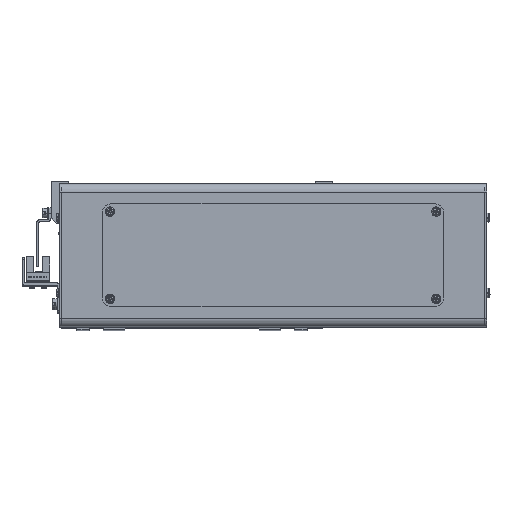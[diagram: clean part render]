
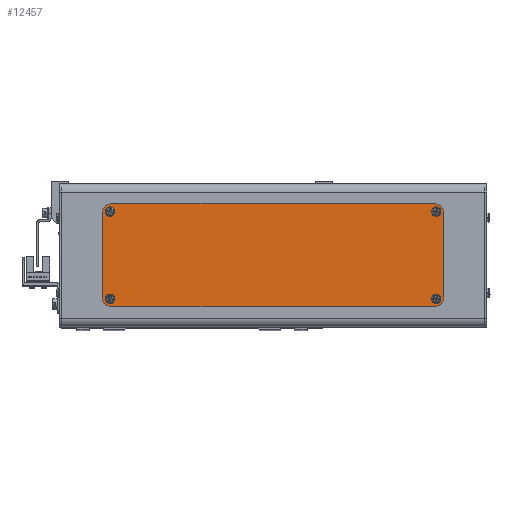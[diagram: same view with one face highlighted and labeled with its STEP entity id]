
A CAD part, top view. The second image highlights one B-rep face of the part: STEP entity #12457.
In plain terms, the highlighted planar face has unit normal (0, 0, 1).
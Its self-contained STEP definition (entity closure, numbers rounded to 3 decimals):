
#69 = CARTESIAN_POINT ( 'NONE',  ( 95., -25., 2. ) ) ;
#407 = DIRECTION ( 'NONE',  ( 0., 0., 1. ) ) ;
#633 = CIRCLE ( 'NONE', #67919, 1.7 ) ;
#698 = EDGE_LOOP ( 'NONE', ( #28021, #15540 ) ) ;
#1060 = CARTESIAN_POINT ( 'NONE',  ( -95., 30., 2. ) ) ;
#1425 = ORIENTED_EDGE ( 'NONE', *, *, #58059, .F. ) ;
#1683 = CARTESIAN_POINT ( 'NONE',  ( 100., -25., 2. ) ) ;
#2324 = CARTESIAN_POINT ( 'NONE',  ( -95., 30., 2. ) ) ;
#4091 = CARTESIAN_POINT ( 'NONE',  ( 100., 25., 2. ) ) ;
#4974 = DIRECTION ( 'NONE',  ( 1., 0., 0. ) ) ;
#5333 = DIRECTION ( 'NONE',  ( 1., 0., 0. ) ) ;
#5628 = DIRECTION ( 'NONE',  ( 1., 0., 0. ) ) ;
#5933 = VERTEX_POINT ( 'NONE', #14805 ) ;
#6067 = AXIS2_PLACEMENT_3D ( 'NONE', #33647, #407, #39222 ) ;
#6519 = EDGE_LOOP ( 'NONE', ( #57375, #71680 ) ) ;
#6967 = CIRCLE ( 'NONE', #62278, 1.7 ) ;
#7489 = ORIENTED_EDGE ( 'NONE', *, *, #49831, .F. ) ;
#7600 = EDGE_CURVE ( 'NONE', #43132, #48020, #42533, .T. ) ;
#7727 = EDGE_CURVE ( 'NONE', #41930, #38660, #50313, .T. ) ;
#8194 = VECTOR ( 'NONE', #50142, 1000. ) ;
#8417 = EDGE_CURVE ( 'NONE', #27935, #29699, #65895, .T. ) ;
#9413 = DIRECTION ( 'NONE',  ( 1., 0., 0. ) ) ;
#11335 = CARTESIAN_POINT ( 'NONE',  ( 95., -30., 2. ) ) ;
#11385 = LINE ( 'NONE', #4091, #52196 ) ;
#11967 = CIRCLE ( 'NONE', #6067, 1.7 ) ;
#12457 = ADVANCED_FACE ( 'NONE', ( #55861, #70613, #42813, #41092, #26336 ), #31494, .T. ) ;
#12491 = CARTESIAN_POINT ( 'NONE',  ( -95.5, -25.5, 2. ) ) ;
#12921 = EDGE_CURVE ( 'NONE', #48020, #42927, #52313, .T. ) ;
#13090 = CARTESIAN_POINT ( 'NONE',  ( 97.2, -25.5, 2. ) ) ;
#13474 = ORIENTED_EDGE ( 'NONE', *, *, #54764, .T. ) ;
#14095 = VERTEX_POINT ( 'NONE', #62068 ) ;
#14655 = CARTESIAN_POINT ( 'NONE',  ( 93.8, 25.5, 2. ) ) ;
#14805 = CARTESIAN_POINT ( 'NONE',  ( -100., 25., 2. ) ) ;
#15489 = ORIENTED_EDGE ( 'NONE', *, *, #17991, .T. ) ;
#15540 = ORIENTED_EDGE ( 'NONE', *, *, #51019, .F. ) ;
#16917 = AXIS2_PLACEMENT_3D ( 'NONE', #56149, #22926, #61715 ) ;
#17015 = VERTEX_POINT ( 'NONE', #40586 ) ;
#17991 = EDGE_CURVE ( 'NONE', #17015, #27935, #22956, .T. ) ;
#18064 = DIRECTION ( 'NONE',  ( 1., 0., 0. ) ) ;
#18194 = AXIS2_PLACEMENT_3D ( 'NONE', #20875, #59634, #26420 ) ;
#18215 = EDGE_LOOP ( 'NONE', ( #7489, #50162 ) ) ;
#19658 = AXIS2_PLACEMENT_3D ( 'NONE', #62970, #29743, #68556 ) ;
#20614 = CIRCLE ( 'NONE', #18194, 1.7 ) ;
#20875 = CARTESIAN_POINT ( 'NONE',  ( 95.5, 25.5, 2. ) ) ;
#21589 = CIRCLE ( 'NONE', #26043, 1.7 ) ;
#22613 = AXIS2_PLACEMENT_3D ( 'NONE', #53573, #42647, #9413 ) ;
#22926 = DIRECTION ( 'NONE',  ( 0., 0., 1. ) ) ;
#22956 = LINE ( 'NONE', #11335, #8194 ) ;
#23678 = CARTESIAN_POINT ( 'NONE',  ( -97.2, -25.5, 2. ) ) ;
#23693 = CARTESIAN_POINT ( 'NONE',  ( 95., 30., 2. ) ) ;
#24107 = DIRECTION ( 'NONE',  ( 0., 0., 1. ) ) ;
#24189 = DIRECTION ( 'NONE',  ( 0., -1., 0. ) ) ;
#26043 = AXIS2_PLACEMENT_3D ( 'NONE', #57332, #24107, #62907 ) ;
#26336 = FACE_BOUND ( 'NONE', #18215, .T. ) ;
#26363 = VECTOR ( 'NONE', #24189, 1000. ) ;
#26420 = DIRECTION ( 'NONE',  ( 1., 0., 0. ) ) ;
#27935 = VERTEX_POINT ( 'NONE', #48634 ) ;
#28021 = ORIENTED_EDGE ( 'NONE', *, *, #33151, .F. ) ;
#29699 = VERTEX_POINT ( 'NONE', #1683 ) ;
#29743 = DIRECTION ( 'NONE',  ( 0., 0., 1. ) ) ;
#29988 = DIRECTION ( 'NONE',  ( 0., 0., 1. ) ) ;
#30245 = VERTEX_POINT ( 'NONE', #23678 ) ;
#31494 = PLANE ( 'NONE',  #22613 ) ;
#31874 = DIRECTION ( 'NONE',  ( 0., 0., 1. ) ) ;
#32389 = EDGE_CURVE ( 'NONE', #67284, #59501, #21589, .T. ) ;
#32758 = CARTESIAN_POINT ( 'NONE',  ( 100., 25., 2. ) ) ;
#32879 = CARTESIAN_POINT ( 'NONE',  ( 95.5, -25.5, 2. ) ) ;
#33151 = EDGE_CURVE ( 'NONE', #36058, #14095, #20614, .T. ) ;
#33647 = CARTESIAN_POINT ( 'NONE',  ( -95.5, -25.5, 2. ) ) ;
#36058 = VERTEX_POINT ( 'NONE', #14655 ) ;
#37544 = VECTOR ( 'NONE', #41130, 1000. ) ;
#38216 = CIRCLE ( 'NONE', #46767, 5. ) ;
#38219 = DIRECTION ( 'NONE',  ( 0., 0., 1. ) ) ;
#38447 = DIRECTION ( 'NONE',  ( 1., 0., 0. ) ) ;
#38554 = DIRECTION ( 'NONE',  ( 0., 0., 1. ) ) ;
#38660 = VERTEX_POINT ( 'NONE', #61473 ) ;
#38867 = DIRECTION ( 'NONE',  ( 0., 0., 1. ) ) ;
#38936 = EDGE_LOOP ( 'NONE', ( #1425, #66604 ) ) ;
#39222 = DIRECTION ( 'NONE',  ( 1., 0., 0. ) ) ;
#39318 = ORIENTED_EDGE ( 'NONE', *, *, #8417, .T. ) ;
#40061 = ORIENTED_EDGE ( 'NONE', *, *, #43924, .T. ) ;
#40444 = CARTESIAN_POINT ( 'NONE',  ( -93.8, 25.5, 2. ) ) ;
#40586 = CARTESIAN_POINT ( 'NONE',  ( -95., -30., 2. ) ) ;
#41075 = ORIENTED_EDGE ( 'NONE', *, *, #7600, .T. ) ;
#41092 = FACE_BOUND ( 'NONE', #6519, .T. ) ;
#41130 = DIRECTION ( 'NONE',  ( -1., 0., 0. ) ) ;
#41413 = CIRCLE ( 'NONE', #44713, 1.7 ) ;
#41930 = VERTEX_POINT ( 'NONE', #13090 ) ;
#42533 = CIRCLE ( 'NONE', #44339, 5. ) ;
#42647 = DIRECTION ( 'NONE',  ( 0., 0., 1. ) ) ;
#42813 = FACE_OUTER_BOUND ( 'NONE', #51699, .T. ) ;
#42927 = VERTEX_POINT ( 'NONE', #1060 ) ;
#43132 = VERTEX_POINT ( 'NONE', #32758 ) ;
#43924 = EDGE_CURVE ( 'NONE', #5933, #67392, #55885, .T. ) ;
#44339 = AXIS2_PLACEMENT_3D ( 'NONE', #71463, #38219, #4974 ) ;
#44713 = AXIS2_PLACEMENT_3D ( 'NONE', #32879, #71696, #38447 ) ;
#45197 = CIRCLE ( 'NONE', #19658, 5. ) ;
#45719 = ORIENTED_EDGE ( 'NONE', *, *, #12921, .T. ) ;
#46141 = EDGE_CURVE ( 'NONE', #67392, #17015, #38216, .T. ) ;
#46468 = CARTESIAN_POINT ( 'NONE',  ( -100., -25., 2. ) ) ;
#46767 = AXIS2_PLACEMENT_3D ( 'NONE', #63228, #29988, #68808 ) ;
#48020 = VERTEX_POINT ( 'NONE', #23693 ) ;
#48457 = DIRECTION ( 'NONE',  ( 0., 1., 0. ) ) ;
#48634 = CARTESIAN_POINT ( 'NONE',  ( 95., -30., 2. ) ) ;
#49831 = EDGE_CURVE ( 'NONE', #30245, #52638, #11967, .T. ) ;
#50142 = DIRECTION ( 'NONE',  ( 1., 0., 0. ) ) ;
#50162 = ORIENTED_EDGE ( 'NONE', *, *, #55542, .F. ) ;
#50223 = EDGE_CURVE ( 'NONE', #59501, #67284, #633, .T. ) ;
#50313 = CIRCLE ( 'NONE', #16917, 1.7 ) ;
#51019 = EDGE_CURVE ( 'NONE', #14095, #36058, #53441, .T. ) ;
#51302 = DIRECTION ( 'NONE',  ( 0., 0., 1. ) ) ;
#51699 = EDGE_LOOP ( 'NONE', ( #53138, #15489, #39318, #13474, #41075, #45719, #54403, #40061 ) ) ;
#51732 = CARTESIAN_POINT ( 'NONE',  ( -93.8, -25.5, 2. ) ) ;
#52196 = VECTOR ( 'NONE', #48457, 1000. ) ;
#52313 = LINE ( 'NONE', #2324, #37544 ) ;
#52638 = VERTEX_POINT ( 'NONE', #51732 ) ;
#53138 = ORIENTED_EDGE ( 'NONE', *, *, #46141, .T. ) ;
#53441 = CIRCLE ( 'NONE', #67477, 1.7 ) ;
#53573 = CARTESIAN_POINT ( 'NONE',  ( -95., -25., 2. ) ) ;
#54403 = ORIENTED_EDGE ( 'NONE', *, *, #67954, .T. ) ;
#54764 = EDGE_CURVE ( 'NONE', #29699, #43132, #11385, .T. ) ;
#55542 = EDGE_CURVE ( 'NONE', #52638, #30245, #6967, .T. ) ;
#55861 = FACE_BOUND ( 'NONE', #38936, .T. ) ;
#55885 = LINE ( 'NONE', #46468, #26363 ) ;
#56149 = CARTESIAN_POINT ( 'NONE',  ( 95.5, -25.5, 2. ) ) ;
#57332 = CARTESIAN_POINT ( 'NONE',  ( -95.5, 25.5, 2. ) ) ;
#57375 = ORIENTED_EDGE ( 'NONE', *, *, #32389, .F. ) ;
#57478 = CARTESIAN_POINT ( 'NONE',  ( -97.2, 25.5, 2. ) ) ;
#58059 = EDGE_CURVE ( 'NONE', #38660, #41930, #41413, .T. ) ;
#58419 = CARTESIAN_POINT ( 'NONE',  ( -100., -25., 2. ) ) ;
#58796 = AXIS2_PLACEMENT_3D ( 'NONE', #69, #38867, #5628 ) ;
#59501 = VERTEX_POINT ( 'NONE', #40444 ) ;
#59634 = DIRECTION ( 'NONE',  ( 0., 0., 1. ) ) ;
#61473 = CARTESIAN_POINT ( 'NONE',  ( 93.8, -25.5, 2. ) ) ;
#61715 = DIRECTION ( 'NONE',  ( 1., 0., 0. ) ) ;
#62068 = CARTESIAN_POINT ( 'NONE',  ( 97.2, 25.5, 2. ) ) ;
#62278 = AXIS2_PLACEMENT_3D ( 'NONE', #12491, #51302, #18064 ) ;
#62907 = DIRECTION ( 'NONE',  ( 1., 0., 0. ) ) ;
#62970 = CARTESIAN_POINT ( 'NONE',  ( -95., 25., 2. ) ) ;
#63228 = CARTESIAN_POINT ( 'NONE',  ( -95., -25., 2. ) ) ;
#65134 = CARTESIAN_POINT ( 'NONE',  ( -95.5, 25.5, 2. ) ) ;
#65895 = CIRCLE ( 'NONE', #58796, 5. ) ;
#66604 = ORIENTED_EDGE ( 'NONE', *, *, #7727, .F. ) ;
#67284 = VERTEX_POINT ( 'NONE', #57478 ) ;
#67392 = VERTEX_POINT ( 'NONE', #58419 ) ;
#67477 = AXIS2_PLACEMENT_3D ( 'NONE', #71817, #38554, #5333 ) ;
#67919 = AXIS2_PLACEMENT_3D ( 'NONE', #65134, #31874, #70690 ) ;
#67954 = EDGE_CURVE ( 'NONE', #42927, #5933, #45197, .T. ) ;
#68556 = DIRECTION ( 'NONE',  ( 1., 0., 0. ) ) ;
#68808 = DIRECTION ( 'NONE',  ( 1., 0., 0. ) ) ;
#70613 = FACE_BOUND ( 'NONE', #698, .T. ) ;
#70690 = DIRECTION ( 'NONE',  ( 1., 0., 0. ) ) ;
#71463 = CARTESIAN_POINT ( 'NONE',  ( 95., 25., 2. ) ) ;
#71680 = ORIENTED_EDGE ( 'NONE', *, *, #50223, .F. ) ;
#71696 = DIRECTION ( 'NONE',  ( 0., 0., 1. ) ) ;
#71817 = CARTESIAN_POINT ( 'NONE',  ( 95.5, 25.5, 2. ) ) ;
